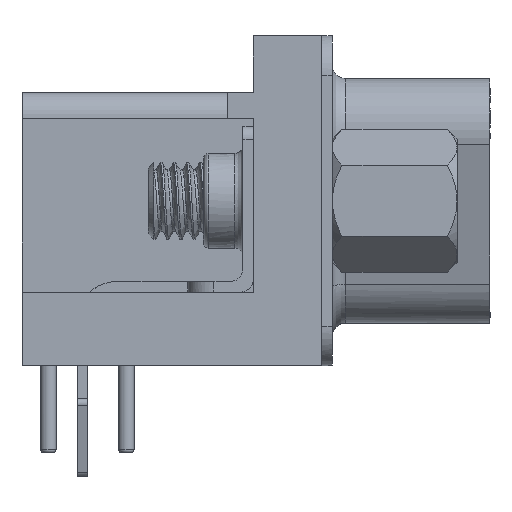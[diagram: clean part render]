
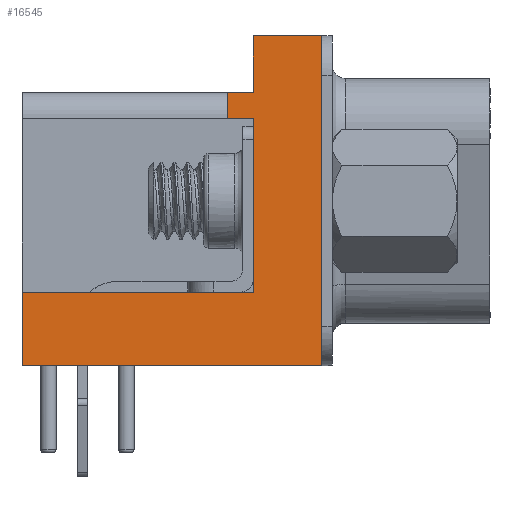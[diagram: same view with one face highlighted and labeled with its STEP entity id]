
A CAD part, left-side view. The second image highlights one B-rep face of the part: STEP entity #16545.
In plain terms, the highlighted free-form (B-spline) face has degree [1, 1] with [2, 2] control points.
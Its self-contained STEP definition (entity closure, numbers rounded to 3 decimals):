
#12768 = VERTEX_POINT('',#12769);
#12769 = CARTESIAN_POINT('',(-16.172,2.469,
    2.572));
#12776 = EDGE_CURVE('',#12768,#12777,#12779,.T.);
#12777 = VERTEX_POINT('',#12778);
#12778 = CARTESIAN_POINT('',(-16.172,3.292,
    2.572));
#12779 = B_SPLINE_CURVE_WITH_KNOTS('',1,(#12780,#12781),.UNSPECIFIED.,
  .F.,.F.,(2,2),(0.,1.),.PIECEWISE_BEZIER_KNOTS.);
#12780 = CARTESIAN_POINT('',(-16.172,2.469,
    2.572));
#12781 = CARTESIAN_POINT('',(-16.172,3.292,
    2.572));
#12803 = EDGE_CURVE('',#12777,#12804,#12806,.T.);
#12804 = VERTEX_POINT('',#12805);
#12805 = CARTESIAN_POINT('',(-16.172,3.292,
    3.395));
#12806 = B_SPLINE_CURVE_WITH_KNOTS('',1,(#12807,#12808),.UNSPECIFIED.,
  .F.,.F.,(2,2),(-1.,0.),.PIECEWISE_BEZIER_KNOTS.);
#12807 = CARTESIAN_POINT('',(-16.172,3.292,
    2.572));
#12808 = CARTESIAN_POINT('',(-16.172,3.292,
    3.395));
#12869 = VERTEX_POINT('',#12870);
#12870 = CARTESIAN_POINT('',(-16.172,2.469,
    -2.86));
#12875 = EDGE_CURVE('',#12869,#12768,#12876,.T.);
#12876 = B_SPLINE_CURVE_WITH_KNOTS('',1,(#12877,#12878),.UNSPECIFIED.,
  .F.,.F.,(2,2),(-9.75,-3.15),.PIECEWISE_BEZIER_KNOTS.);
#12877 = CARTESIAN_POINT('',(-16.172,2.469,
    -2.86));
#12878 = CARTESIAN_POINT('',(-16.172,2.469,
    2.572));
#12905 = VERTEX_POINT('',#12906);
#12906 = CARTESIAN_POINT('',(-16.172,2.469,
    3.395));
#12911 = EDGE_CURVE('',#12905,#12912,#12914,.T.);
#12912 = VERTEX_POINT('',#12913);
#12913 = CARTESIAN_POINT('',(-16.172,2.469,
    5.164));
#12914 = B_SPLINE_CURVE_WITH_KNOTS('',1,(#12915,#12916),.UNSPECIFIED.,
  .F.,.F.,(2,2),(-2.15,0.),.PIECEWISE_BEZIER_KNOTS.);
#12915 = CARTESIAN_POINT('',(-16.172,2.469,
    3.395));
#12916 = CARTESIAN_POINT('',(-16.172,2.469,
    5.164));
#15912 = VERTEX_POINT('',#15913);
#15913 = CARTESIAN_POINT('',(-16.172,0.329,
    5.164));
#15918 = EDGE_CURVE('',#15912,#15919,#15921,.T.);
#15919 = VERTEX_POINT('',#15920);
#15920 = CARTESIAN_POINT('',(-16.172,0.329,
    -5.164));
#15921 = B_SPLINE_CURVE_WITH_KNOTS('',1,(#15922,#15923),.UNSPECIFIED.,
  .F.,.F.,(2,2),(0.,12.55),.PIECEWISE_BEZIER_KNOTS.);
#15922 = CARTESIAN_POINT('',(-16.172,0.329,
    5.164));
#15923 = CARTESIAN_POINT('',(-16.172,0.329,
    -5.164));
#16063 = VERTEX_POINT('',#16064);
#16064 = CARTESIAN_POINT('',(-16.172,9.711,
    -2.86));
#16069 = EDGE_CURVE('',#12869,#16063,#16070,.T.);
#16070 = B_SPLINE_CURVE_WITH_KNOTS('',1,(#16071,#16072),.UNSPECIFIED.,
  .F.,.F.,(2,2),(0.,8.8),.PIECEWISE_BEZIER_KNOTS.);
#16071 = CARTESIAN_POINT('',(-16.172,2.469,
    -2.86));
#16072 = CARTESIAN_POINT('',(-16.172,9.711,
    -2.86));
#16303 = EDGE_CURVE('',#12905,#12804,#16304,.T.);
#16304 = B_SPLINE_CURVE_WITH_KNOTS('',1,(#16305,#16306),.UNSPECIFIED.,
  .F.,.F.,(2,2),(0.,1.),.PIECEWISE_BEZIER_KNOTS.);
#16305 = CARTESIAN_POINT('',(-16.172,2.469,
    3.395));
#16306 = CARTESIAN_POINT('',(-16.172,3.292,
    3.395));
#16409 = VERTEX_POINT('',#16410);
#16410 = CARTESIAN_POINT('',(-16.172,9.711,
    -5.164));
#16415 = EDGE_CURVE('',#16409,#16063,#16416,.T.);
#16416 = B_SPLINE_CURVE_WITH_KNOTS('',1,(#16417,#16418),.UNSPECIFIED.,
  .F.,.F.,(2,2),(0.,2.8),.PIECEWISE_BEZIER_KNOTS.);
#16417 = CARTESIAN_POINT('',(-16.172,9.711,
    -5.164));
#16418 = CARTESIAN_POINT('',(-16.172,9.711,
    -2.86));
#16536 = EDGE_CURVE('',#15912,#12912,#16537,.T.);
#16537 = B_SPLINE_CURVE_WITH_KNOTS('',1,(#16538,#16539),.UNSPECIFIED.,
  .F.,.F.,(2,2),(0.,2.6),.PIECEWISE_BEZIER_KNOTS.);
#16538 = CARTESIAN_POINT('',(-16.172,0.329,
    5.164));
#16539 = CARTESIAN_POINT('',(-16.172,2.469,
    5.164));
#16545 = ADVANCED_FACE('',(#16546),#16562,.T.);
#16546 = FACE_BOUND('',#16547,.T.);
#16547 = EDGE_LOOP('',(#16548,#16549,#16550,#16551,#16552,#16553,#16554,
    #16555,#16556,#16557));
#16548 = ORIENTED_EDGE('',*,*,#15918,.F.);
#16549 = ORIENTED_EDGE('',*,*,#16536,.T.);
#16550 = ORIENTED_EDGE('',*,*,#12911,.F.);
#16551 = ORIENTED_EDGE('',*,*,#16303,.T.);
#16552 = ORIENTED_EDGE('',*,*,#12803,.F.);
#16553 = ORIENTED_EDGE('',*,*,#12776,.F.);
#16554 = ORIENTED_EDGE('',*,*,#12875,.F.);
#16555 = ORIENTED_EDGE('',*,*,#16069,.T.);
#16556 = ORIENTED_EDGE('',*,*,#16415,.F.);
#16557 = ORIENTED_EDGE('',*,*,#16558,.F.);
#16558 = EDGE_CURVE('',#15919,#16409,#16559,.T.);
#16559 = B_SPLINE_CURVE_WITH_KNOTS('',1,(#16560,#16561),.UNSPECIFIED.,
  .F.,.F.,(2,2),(0.,11.4),.PIECEWISE_BEZIER_KNOTS.);
#16560 = CARTESIAN_POINT('',(-16.172,0.329,
    -5.164));
#16561 = CARTESIAN_POINT('',(-16.172,9.711,
    -5.164));
#16562 = B_SPLINE_SURFACE_WITH_KNOTS('',1,1,(
    (#16563,#16564)
    ,(#16565,#16566
    )),.UNSPECIFIED.,.F.,.F.,.F.,(2,2),(2,2),(0.,12.55),(0.,11.4),
  .PIECEWISE_BEZIER_KNOTS.);
#16563 = CARTESIAN_POINT('',(-16.172,0.329,
    -5.164));
#16564 = CARTESIAN_POINT('',(-16.172,9.711,
    -5.164));
#16565 = CARTESIAN_POINT('',(-16.172,0.329,
    5.164));
#16566 = CARTESIAN_POINT('',(-16.172,9.711,
    5.164));
